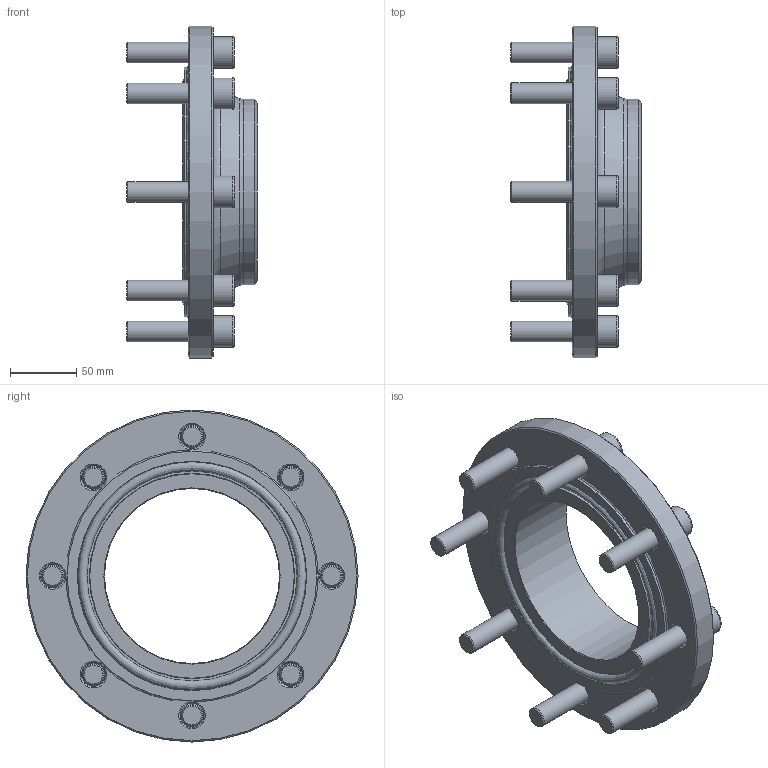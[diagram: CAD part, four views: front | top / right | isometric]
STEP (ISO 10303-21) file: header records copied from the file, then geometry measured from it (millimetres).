
FILE_DESCRIPTION(/* description */ (''),/* implementation_level */ '2;1');
FILE_NAME(/* name */ 'DFA125.stp',/* time_stamp */ '2025-01-15T13:42:07+01:00',/* author */ (''),/* organization */ (''),/* preprocessor_version */ 'ST-DEVELOPER v16',/* originating_system */ 'SIEMENS PLM Software NX 10.0',/* authorisation */ '');
FILE_SCHEMA (('AP203_CONFIGURATION_CONTROLLED_3D_DESIGN_OF_MECHANICAL_PARTS_AND_ASSEMBLIES_MIM_LF { 1 0 10303 403 2 1 2}'));
Length unit declared in the file: millimetre
Products named in the file (1): lwes19A8BEF4467g
Bounding box: 98 x 250 x 250 mm (x, y, z)
Volume: 910806.7 mm3; surface area: 186431.8 mm2
Topology: 10 solids, 10 shells, 279 faces, 572 edges, 315 vertices
Faces by surface type: plane 126, cone 93, cylinder 30, torus 29, revolution 1
Full cylindrical faces by diameter (mm): 15.682 x8, 18 x8, 24 x8, 131.7 x1, 139.7 x1, 154.61 x1, 172.1 x1, 188 x1, 250 x1
Entity records: 6498 total; most frequent: CARTESIAN_POINT 1220, DIRECTION 1163, ORIENTED_EDGE 842, AXIS2_PLACEMENT_3D 509, EDGE_CURVE 421, EDGE_LOOP 404, ADVANCED_FACE 279, VERTEX_POINT 278
